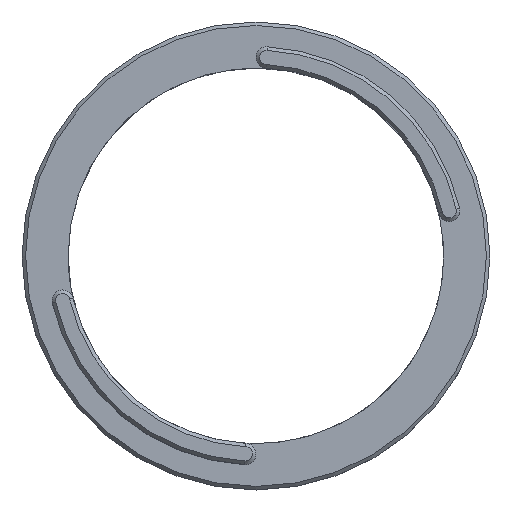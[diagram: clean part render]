
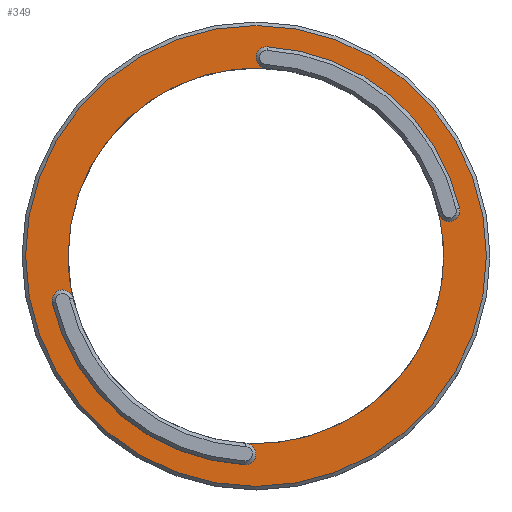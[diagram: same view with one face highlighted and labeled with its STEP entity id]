
A CAD part, top view. The second image highlights one B-rep face of the part: STEP entity #349.
In plain terms, the highlighted planar face has unit normal (0, 0, 1).
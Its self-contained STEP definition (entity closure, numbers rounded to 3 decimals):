
#23=FACE_BOUND('',#54,.T.);
#25=PLANE('',#388);
#30=FACE_OUTER_BOUND('',#53,.T.);
#53=EDGE_LOOP('',(#237));
#54=EDGE_LOOP('',(#238,#239,#240,#241,#242,#243,#244,#245,#246));
#120=CIRCLE('',#387,32.5);
#121=CIRCLE('',#389,1.5);
#122=CIRCLE('',#390,29.5);
#123=CIRCLE('',#391,1.5);
#124=CIRCLE('',#392,26.5);
#125=CIRCLE('',#393,1.5);
#126=CIRCLE('',#394,29.5);
#127=CIRCLE('',#395,1.5);
#128=CIRCLE('',#396,26.5);
#129=CIRCLE('',#397,26.5);
#151=VERTEX_POINT('',#574);
#152=VERTEX_POINT('',#578);
#153=VERTEX_POINT('',#579);
#154=VERTEX_POINT('',#581);
#155=VERTEX_POINT('',#583);
#156=VERTEX_POINT('',#585);
#157=VERTEX_POINT('',#587);
#158=VERTEX_POINT('',#589);
#159=VERTEX_POINT('',#591);
#160=VERTEX_POINT('',#593);
#183=EDGE_CURVE('',#151,#151,#120,.T.);
#184=EDGE_CURVE('',#152,#153,#121,.T.);
#185=EDGE_CURVE('',#152,#154,#122,.F.);
#186=EDGE_CURVE('',#155,#154,#123,.T.);
#187=EDGE_CURVE('',#155,#156,#124,.T.);
#188=EDGE_CURVE('',#157,#156,#125,.T.);
#189=EDGE_CURVE('',#157,#158,#126,.F.);
#190=EDGE_CURVE('',#159,#158,#127,.T.);
#191=EDGE_CURVE('',#159,#160,#128,.T.);
#192=EDGE_CURVE('',#160,#153,#129,.T.);
#237=ORIENTED_EDGE('',*,*,#183,.F.);
#238=ORIENTED_EDGE('',*,*,#184,.F.);
#239=ORIENTED_EDGE('',*,*,#185,.T.);
#240=ORIENTED_EDGE('',*,*,#186,.F.);
#241=ORIENTED_EDGE('',*,*,#187,.T.);
#242=ORIENTED_EDGE('',*,*,#188,.F.);
#243=ORIENTED_EDGE('',*,*,#189,.T.);
#244=ORIENTED_EDGE('',*,*,#190,.F.);
#245=ORIENTED_EDGE('',*,*,#191,.T.);
#246=ORIENTED_EDGE('',*,*,#192,.T.);
#349=ADVANCED_FACE('',(#30,#23),#25,.T.);
#387=AXIS2_PLACEMENT_3D('',#576,#446,#447);
#388=AXIS2_PLACEMENT_3D('',#577,#448,#449);
#389=AXIS2_PLACEMENT_3D('',#580,#450,#451);
#390=AXIS2_PLACEMENT_3D('',#582,#452,#453);
#391=AXIS2_PLACEMENT_3D('',#584,#454,#455);
#392=AXIS2_PLACEMENT_3D('',#586,#456,#457);
#393=AXIS2_PLACEMENT_3D('',#588,#458,#459);
#394=AXIS2_PLACEMENT_3D('',#590,#460,#461);
#395=AXIS2_PLACEMENT_3D('',#592,#462,#463);
#396=AXIS2_PLACEMENT_3D('',#594,#464,#465);
#397=AXIS2_PLACEMENT_3D('',#595,#466,#467);
#446=DIRECTION('center_axis',(0.,0.,
-1.));
#447=DIRECTION('ref_axis',(1.,0.,0.));
#448=DIRECTION('center_axis',(0.,0.,
1.));
#449=DIRECTION('ref_axis',(1.,0.,0.));
#450=DIRECTION('center_axis',(0.,0.,
1.));
#451=DIRECTION('ref_axis',(-0.726,-0.688,0.));
#452=DIRECTION('center_axis',(0.,0.,
1.));
#453=DIRECTION('ref_axis',(-1.,0.,0.));
#454=DIRECTION('center_axis',(0.,0.,
1.));
#455=DIRECTION('ref_axis',(0.834,-0.551,0.));
#456=DIRECTION('center_axis',(0.,0.,
-1.));
#457=DIRECTION('ref_axis',(1.,0.,0.));
#458=DIRECTION('center_axis',(0.,0.,
1.));
#459=DIRECTION('ref_axis',(0.726,0.688,0.));
#460=DIRECTION('center_axis',(0.,0.,
1.));
#461=DIRECTION('ref_axis',(-1.,0.,0.));
#462=DIRECTION('center_axis',(0.,0.,
1.));
#463=DIRECTION('ref_axis',(-0.834,0.551,0.));
#464=DIRECTION('center_axis',(0.,0.,
-1.));
#465=DIRECTION('ref_axis',(1.,0.,0.));
#466=DIRECTION('center_axis',(0.,0.,
-1.));
#467=DIRECTION('ref_axis',(1.,0.,0.));
#574=CARTESIAN_POINT('',(-20.234,-29.892,-40.));
#576=CARTESIAN_POINT('Origin',(12.266,-29.892,-40.));
#577=CARTESIAN_POINT('Origin',(12.266,-29.892,-40.));
#578=CARTESIAN_POINT('',(13.847,-0.434,-40.));
#579=CARTESIAN_POINT('',(13.686,-3.43,-40.));
#580=CARTESIAN_POINT('Origin',(13.766,-1.932,-40.));
#581=CARTESIAN_POINT('',(41.002,-23.22,-40.));
#582=CARTESIAN_POINT('Origin',(12.266,-29.892,-40.));
#583=CARTESIAN_POINT('',(38.08,-23.898,-40.));
#584=CARTESIAN_POINT('Origin',(39.541,-23.559,-40.));
#585=CARTESIAN_POINT('',(10.847,-56.354,-40.));
#586=CARTESIAN_POINT('Origin',(12.266,-29.892,-40.));
#587=CARTESIAN_POINT('',(10.686,-59.349,-40.));
#588=CARTESIAN_POINT('Origin',(10.766,-57.851,-40.));
#589=CARTESIAN_POINT('',(-16.469,-36.563,-40.));
#590=CARTESIAN_POINT('Origin',(12.266,-29.892,-40.));
#591=CARTESIAN_POINT('',(-13.547,-35.885,-40.));
#592=CARTESIAN_POINT('Origin',(-15.008,-36.224,-40.));
#593=CARTESIAN_POINT('',(-14.234,-29.892,-40.));
#594=CARTESIAN_POINT('Origin',(12.266,-29.892,-40.));
#595=CARTESIAN_POINT('Origin',(12.266,-29.892,-40.));
